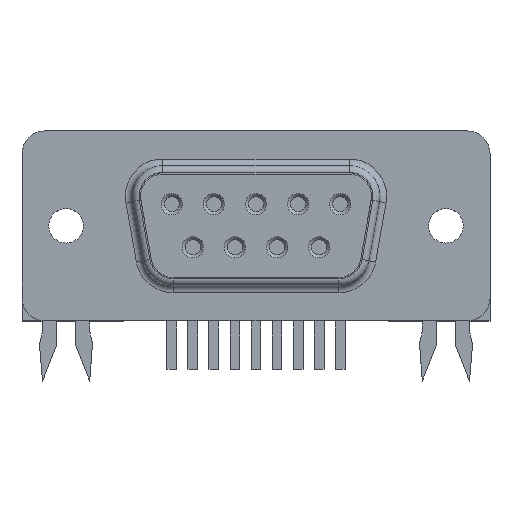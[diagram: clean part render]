
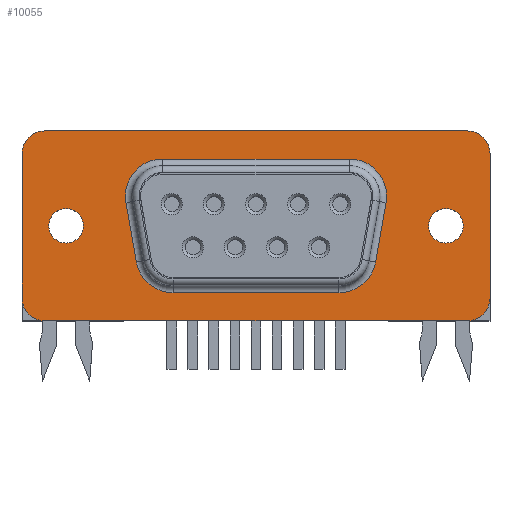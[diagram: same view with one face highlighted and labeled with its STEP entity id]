
A CAD part, top view. The second image highlights one B-rep face of the part: STEP entity #10055.
In plain terms, the highlighted planar face has unit normal (0, 0, 1).
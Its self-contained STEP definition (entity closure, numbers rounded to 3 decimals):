
#9101=CARTESIAN_POINT('',(-11.365,6.25,0.45));
#9102=VERTEX_POINT('',#9101);
#9103=CARTESIAN_POINT('',(-12.5,6.25,0.45));
#9104=DIRECTION('',(0.0,0.0,-1.0));
#9105=DIRECTION('',(-1.0,0.0,0.0));
#9106=AXIS2_PLACEMENT_3D('',#9103,#9104,#9105);
#9107=CIRCLE('',#9106,1.135);
#9108=EDGE_CURVE('',#9102,#9102,#9107,.T.);
#9140=CARTESIAN_POINT('',(13.635,6.25,0.45));
#9141=VERTEX_POINT('',#9140);
#9142=CARTESIAN_POINT('',(12.5,6.25,0.45));
#9143=DIRECTION('',(0.0,0.0,-1.0));
#9144=DIRECTION('',(-1.0,0.0,0.0));
#9145=AXIS2_PLACEMENT_3D('',#9142,#9143,#9144);
#9146=CIRCLE('',#9145,1.135);
#9147=EDGE_CURVE('',#9141,#9141,#9146,.T.);
#9168=CARTESIAN_POINT('',(13.9,12.5,0.45));
#9169=VERTEX_POINT('',#9168);
#9176=CARTESIAN_POINT('',(15.4,11.,0.45));
#9177=VERTEX_POINT('',#9176);
#9178=CARTESIAN_POINT('',(13.9,11.,0.45));
#9179=DIRECTION('',(0.0,0.0,-1.0));
#9180=DIRECTION('',(0.707,0.707,0.0));
#9181=AXIS2_PLACEMENT_3D('',#9178,#9179,#9180);
#9182=CIRCLE('',#9181,1.5);
#9183=EDGE_CURVE('',#9169,#9177,#9182,.T.);
#9208=CARTESIAN_POINT('',(-13.9,12.5,0.45));
#9209=VERTEX_POINT('',#9208);
#9216=CARTESIAN_POINT('',(-13.9,12.5,0.45));
#9217=DIRECTION('',(1.0,0.0,0.0));
#9218=VECTOR('',#9217,27.8);
#9219=LINE('',#9216,#9218);
#9220=EDGE_CURVE('',#9209,#9169,#9219,.T.);
#9230=CARTESIAN_POINT('',(-15.4,11.,0.45));
#9231=VERTEX_POINT('',#9230);
#9232=CARTESIAN_POINT('',(-13.9,11.,0.45));
#9233=DIRECTION('',(0.0,0.0,-1.0));
#9234=DIRECTION('',(-0.707,0.707,0.0));
#9235=AXIS2_PLACEMENT_3D('',#9232,#9233,#9234);
#9236=CIRCLE('',#9235,1.5);
#9237=EDGE_CURVE('',#9231,#9209,#9236,.T.);
#9272=CARTESIAN_POINT('',(-15.4,1.5,0.45));
#9273=VERTEX_POINT('',#9272);
#9280=CARTESIAN_POINT('',(-15.4,1.5,0.45));
#9281=DIRECTION('',(0.0,1.0,0.0));
#9282=VECTOR('',#9281,9.5);
#9283=LINE('',#9280,#9282);
#9284=EDGE_CURVE('',#9273,#9231,#9283,.T.);
#9295=CARTESIAN_POINT('',(15.4,1.5,0.45));
#9296=VERTEX_POINT('',#9295);
#9297=CARTESIAN_POINT('',(15.4,11.,0.45));
#9298=DIRECTION('',(0.0,-1.0,0.0));
#9299=VECTOR('',#9298,9.5);
#9300=LINE('',#9297,#9299);
#9301=EDGE_CURVE('',#9177,#9296,#9300,.T.);
#9335=CARTESIAN_POINT('',(13.9,0.0,0.45));
#9336=VERTEX_POINT('',#9335);
#9343=CARTESIAN_POINT('',(-13.9,0.,0.45));
#9344=VERTEX_POINT('',#9343);
#9345=CARTESIAN_POINT('',(13.9,0.,0.45));
#9346=DIRECTION('',(-1.0,0.0,0.0));
#9347=VECTOR('',#9346,27.8);
#9348=LINE('',#9345,#9347);
#9349=EDGE_CURVE('',#9336,#9344,#9348,.T.);
#9734=CARTESIAN_POINT('',(-7.875,3.875,0.45));
#9735=VERTEX_POINT('',#9734);
#9744=CARTESIAN_POINT('',(-8.563,7.775,0.45));
#9745=VERTEX_POINT('',#9744);
#9753=CARTESIAN_POINT('',(-8.563,7.775,0.45));
#9754=DIRECTION('',(0.174,-0.985,0.0));
#9755=VECTOR('',#9754,3.96);
#9756=LINE('',#9753,#9755);
#9757=EDGE_CURVE('',#9745,#9735,#9756,.T.);
#9769=CARTESIAN_POINT('',(-6.15,10.65,0.45));
#9770=VERTEX_POINT('',#9769);
#9778=CARTESIAN_POINT('',(-6.15,8.2,0.45));
#9779=DIRECTION('',(0.0,0.0,1.0));
#9780=DIRECTION('',(-0.766,0.643,0.0));
#9781=AXIS2_PLACEMENT_3D('',#9778,#9779,#9780);
#9782=CIRCLE('',#9781,2.45);
#9783=EDGE_CURVE('',#9770,#9745,#9782,.T.);
#9803=CARTESIAN_POINT('',(6.15,10.65,0.45));
#9804=VERTEX_POINT('',#9803);
#9812=CARTESIAN_POINT('',(6.15,10.65,0.45));
#9813=DIRECTION('',(-1.0,0.0,0.0));
#9814=VECTOR('',#9813,12.3);
#9815=LINE('',#9812,#9814);
#9816=EDGE_CURVE('',#9804,#9770,#9815,.T.);
#9835=CARTESIAN_POINT('',(8.563,7.775,0.45));
#9836=VERTEX_POINT('',#9835);
#9844=CARTESIAN_POINT('',(6.15,8.2,0.45));
#9845=DIRECTION('',(0.0,0.0,1.0));
#9846=DIRECTION('',(0.766,0.643,0.0));
#9847=AXIS2_PLACEMENT_3D('',#9844,#9845,#9846);
#9848=CIRCLE('',#9847,2.45);
#9849=EDGE_CURVE('',#9836,#9804,#9848,.T.);
#9867=CARTESIAN_POINT('',(7.875,3.875,0.45));
#9868=VERTEX_POINT('',#9867);
#9876=CARTESIAN_POINT('',(7.875,3.875,0.45));
#9877=DIRECTION('',(0.174,0.985,0.0));
#9878=VECTOR('',#9877,3.96);
#9879=LINE('',#9876,#9878);
#9880=EDGE_CURVE('',#9868,#9836,#9879,.T.);
#9897=CARTESIAN_POINT('',(5.462,1.85,0.45));
#9898=VERTEX_POINT('',#9897);
#9906=CARTESIAN_POINT('',(5.462,4.3,0.45));
#9907=DIRECTION('',(0.0,0.0,1.0));
#9908=DIRECTION('',(0.643,-0.766,0.0));
#9909=AXIS2_PLACEMENT_3D('',#9906,#9907,#9908);
#9910=CIRCLE('',#9909,2.45);
#9911=EDGE_CURVE('',#9898,#9868,#9910,.T.);
#9923=CARTESIAN_POINT('',(-5.462,1.85,0.45));
#9924=VERTEX_POINT('',#9923);
#9932=CARTESIAN_POINT('',(-5.462,1.85,0.45));
#9933=DIRECTION('',(1.0,0.0,0.0));
#9934=VECTOR('',#9933,10.925);
#9935=LINE('',#9932,#9934);
#9936=EDGE_CURVE('',#9924,#9898,#9935,.T.);
#9949=CARTESIAN_POINT('',(-5.462,4.3,0.45));
#9950=DIRECTION('',(0.0,0.0,1.0));
#9951=DIRECTION('',(-0.643,-0.766,0.0));
#9952=AXIS2_PLACEMENT_3D('',#9949,#9950,#9951);
#9953=CIRCLE('',#9952,2.45);
#9954=EDGE_CURVE('',#9735,#9924,#9953,.T.);
#10012=CARTESIAN_POINT('',(0.,6.349,0.45));
#10013=DIRECTION('',(0.0,0.0,1.0));
#10014=DIRECTION('',(1.0,0.0,0.0));
#10015=AXIS2_PLACEMENT_3D('',#10012,#10013,#10014);
#10016=PLANE('',#10015);
#10017=ORIENTED_EDGE('',*,*,#9183,.F.);
#10018=ORIENTED_EDGE('',*,*,#9220,.F.);
#10019=ORIENTED_EDGE('',*,*,#9237,.F.);
#10020=ORIENTED_EDGE('',*,*,#9284,.F.);
#10021=CARTESIAN_POINT('',(-13.9,1.5,0.45));
#10022=DIRECTION('',(0.0,0.0,-1.0));
#10023=DIRECTION('',(-1.0,0.0,0.0));
#10024=AXIS2_PLACEMENT_3D('',#10021,#10022,#10023);
#10025=CIRCLE('',#10024,1.5);
#10026=EDGE_CURVE('',#9344,#9273,#10025,.T.);
#10027=ORIENTED_EDGE('',*,*,#10026,.F.);
#10028=ORIENTED_EDGE('',*,*,#9349,.F.);
#10029=CARTESIAN_POINT('',(13.9,1.5,0.45));
#10030=DIRECTION('',(0.0,0.0,-1.0));
#10031=DIRECTION('',(0.0,-1.0,0.0));
#10032=AXIS2_PLACEMENT_3D('',#10029,#10030,#10031);
#10033=CIRCLE('',#10032,1.5);
#10034=EDGE_CURVE('',#9296,#9336,#10033,.T.);
#10035=ORIENTED_EDGE('',*,*,#10034,.F.);
#10036=ORIENTED_EDGE('',*,*,#9301,.F.);
#10037=EDGE_LOOP('',(#10017,#10018,#10019,#10020,#10027,#10028,#10035,#10036));
#10038=FACE_OUTER_BOUND('',#10037,.T.);
#10039=ORIENTED_EDGE('',*,*,#9108,.T.);
#10040=EDGE_LOOP('',(#10039));
#10041=FACE_BOUND('',#10040,.T.);
#10042=ORIENTED_EDGE('',*,*,#9147,.T.);
#10043=EDGE_LOOP('',(#10042));
#10044=FACE_BOUND('',#10043,.T.);
#10045=ORIENTED_EDGE('',*,*,#9757,.F.);
#10046=ORIENTED_EDGE('',*,*,#9783,.F.);
#10047=ORIENTED_EDGE('',*,*,#9816,.F.);
#10048=ORIENTED_EDGE('',*,*,#9849,.F.);
#10049=ORIENTED_EDGE('',*,*,#9880,.F.);
#10050=ORIENTED_EDGE('',*,*,#9911,.F.);
#10051=ORIENTED_EDGE('',*,*,#9936,.F.);
#10052=ORIENTED_EDGE('',*,*,#9954,.F.);
#10053=EDGE_LOOP('',(#10045,#10046,#10047,#10048,#10049,#10050,#10051,#10052));
#10054=FACE_BOUND('',#10053,.T.);
#10055=ADVANCED_FACE('',(#10038,#10041,#10044,#10054),#10016,.T.);
